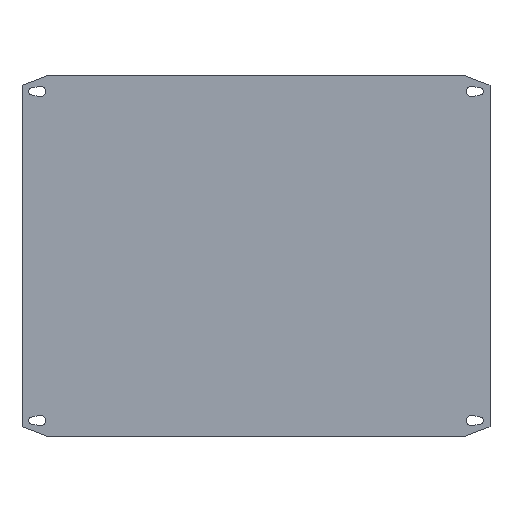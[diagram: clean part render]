
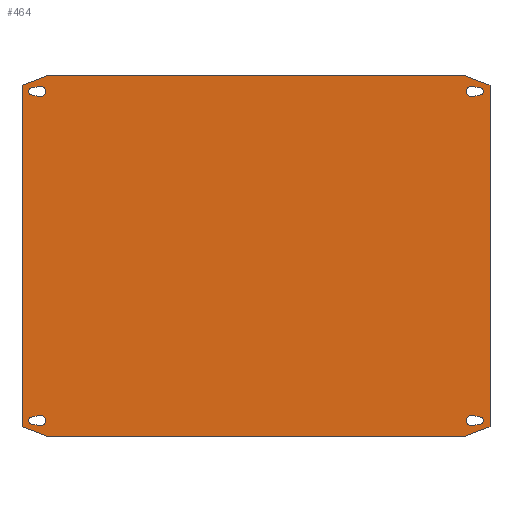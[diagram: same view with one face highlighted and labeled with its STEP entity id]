
A CAD part, front view. The second image highlights one B-rep face of the part: STEP entity #464.
In plain terms, the highlighted planar face has unit normal (0, -1, 0).
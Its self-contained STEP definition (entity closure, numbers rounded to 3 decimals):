
#1=DIRECTION('',(0.931,0.,0.364));
#2=VECTOR('',#1,27.484);
#3=CARTESIAN_POINT('',(-229.,0.,167.));
#4=LINE('',#3,#2);
#5=DIRECTION('',(1.,0.,0.));
#6=VECTOR('',#5,406.8);
#7=CARTESIAN_POINT('',(-203.4,0.,177.));
#8=LINE('',#7,#6);
#9=DIRECTION('',(0.931,0.,-0.364));
#10=VECTOR('',#9,27.484);
#11=CARTESIAN_POINT('',(203.4,0.,177.));
#12=LINE('',#11,#10);
#13=DIRECTION('',(0.,0.,-1.));
#14=VECTOR('',#13,334.);
#15=CARTESIAN_POINT('',(229.,0.,167.));
#16=LINE('',#15,#14);
#17=DIRECTION('',(-0.931,0.,-0.364));
#18=VECTOR('',#17,27.484);
#19=CARTESIAN_POINT('',(229.,0.,-167.));
#20=LINE('',#19,#18);
#21=DIRECTION('',(-1.,0.,0.));
#22=VECTOR('',#21,406.8);
#23=CARTESIAN_POINT('',(203.4,0.,-177.));
#24=LINE('',#23,#22);
#25=DIRECTION('',(-0.931,0.,0.364));
#26=VECTOR('',#25,27.484);
#27=CARTESIAN_POINT('',(-203.4,0.,-177.));
#28=LINE('',#27,#26);
#29=DIRECTION('',(0.,0.,1.));
#30=VECTOR('',#29,334.);
#31=CARTESIAN_POINT('',(-229.,0.,-167.));
#32=LINE('',#31,#30);
#33=DIRECTION('',(-0.982,0.,-0.188));
#34=VECTOR('',#33,7.858);
#35=CARTESIAN_POINT('',(219.656,0.,157.562));
#36=LINE('',#35,#34);
#37=CARTESIAN_POINT('',(219.,0.,161.));
#38=DIRECTION('',(0.,1.,0.));
#39=DIRECTION('',(0.188,0.,0.982));
#40=AXIS2_PLACEMENT_3D('',#37,#38,#39);
#42=DIRECTION('',(0.982,0.,-0.188));
#43=VECTOR('',#42,7.858);
#44=CARTESIAN_POINT('',(211.938,0.,165.911));
#45=LINE('',#44,#43);
#46=CARTESIAN_POINT('',(211.,0.,161.));
#47=DIRECTION('',(0.,1.,0.));
#48=DIRECTION('',(0.188,0.,-0.982));
#49=AXIS2_PLACEMENT_3D('',#46,#47,#48);
#51=CARTESIAN_POINT('',(219.,0.,-161.));
#52=DIRECTION('',(0.,1.,0.));
#53=DIRECTION('',(0.188,0.,0.982));
#54=AXIS2_PLACEMENT_3D('',#51,#52,#53);
#56=DIRECTION('',(0.982,0.,-0.188));
#57=VECTOR('',#56,7.858);
#58=CARTESIAN_POINT('',(211.938,0.,-156.089));
#59=LINE('',#58,#57);
#60=CARTESIAN_POINT('',(211.,0.,-161.));
#61=DIRECTION('',(0.,1.,0.));
#62=DIRECTION('',(0.188,0.,-0.982));
#63=AXIS2_PLACEMENT_3D('',#60,#61,#62);
#65=DIRECTION('',(-0.982,0.,-0.188));
#66=VECTOR('',#65,7.858);
#67=CARTESIAN_POINT('',(219.656,0.,-164.438));
#68=LINE('',#67,#66);
#69=CARTESIAN_POINT('',(-219.,0.,161.));
#70=DIRECTION('',(0.,1.,0.));
#71=DIRECTION('',(-0.187,0.,-0.982));
#72=AXIS2_PLACEMENT_3D('',#69,#70,#71);
#74=DIRECTION('',(-0.982,0.,0.188));
#75=VECTOR('',#74,7.858);
#76=CARTESIAN_POINT('',(-211.938,0.,156.089));
#77=LINE('',#76,#75);
#78=CARTESIAN_POINT('',(-211.,0.,161.));
#79=DIRECTION('',(0.,1.,0.));
#80=DIRECTION('',(-0.188,0.,0.982));
#81=AXIS2_PLACEMENT_3D('',#78,#79,#80);
#83=DIRECTION('',(0.982,0.,0.188));
#84=VECTOR('',#83,7.858);
#85=CARTESIAN_POINT('',(-219.656,0.,164.438));
#86=LINE('',#85,#84);
#87=DIRECTION('',(0.982,0.,0.188));
#88=VECTOR('',#87,7.858);
#89=CARTESIAN_POINT('',(-219.656,0.,-157.562));
#90=LINE('',#89,#88);
#91=CARTESIAN_POINT('',(-219.,0.,-161.));
#92=DIRECTION('',(0.,1.,0.));
#93=DIRECTION('',(-0.188,0.,-0.982));
#94=AXIS2_PLACEMENT_3D('',#91,#92,#93);
#96=DIRECTION('',(-0.982,0.,0.188));
#97=VECTOR('',#96,7.858);
#98=CARTESIAN_POINT('',(-211.938,0.,-165.911));
#99=LINE('',#98,#97);
#100=CARTESIAN_POINT('',(-211.,0.,-161.));
#101=DIRECTION('',(0.,1.,0.));
#102=DIRECTION('',(-0.188,0.,0.982));
#103=AXIS2_PLACEMENT_3D('',#100,#101,#102);
#305=CARTESIAN_POINT('',(-229.,0.,167.));
#306=CARTESIAN_POINT('',(-203.4,0.,177.));
#307=VERTEX_POINT('',#305);
#308=VERTEX_POINT('',#306);
#309=CARTESIAN_POINT('',(203.4,0.,177.));
#310=VERTEX_POINT('',#309);
#311=CARTESIAN_POINT('',(229.,0.,167.));
#312=VERTEX_POINT('',#311);
#313=CARTESIAN_POINT('',(229.,0.,-167.));
#314=VERTEX_POINT('',#313);
#315=CARTESIAN_POINT('',(203.4,0.,-177.));
#316=VERTEX_POINT('',#315);
#317=CARTESIAN_POINT('',(-203.4,0.,-177.));
#318=VERTEX_POINT('',#317);
#319=CARTESIAN_POINT('',(-229.,0.,-167.));
#320=VERTEX_POINT('',#319);
#337=CARTESIAN_POINT('',(219.656,0.,157.562));
#338=CARTESIAN_POINT('',(211.938,0.,156.089));
#339=VERTEX_POINT('',#337);
#340=VERTEX_POINT('',#338);
#341=CARTESIAN_POINT('',(211.938,0.,165.911));
#342=VERTEX_POINT('',#341);
#343=CARTESIAN_POINT('',(219.656,0.,164.438));
#344=VERTEX_POINT('',#343);
#345=CARTESIAN_POINT('',(219.656,0.,-157.562));
#346=CARTESIAN_POINT('',(219.656,0.,-164.438));
#347=VERTEX_POINT('',#345);
#348=VERTEX_POINT('',#346);
#349=CARTESIAN_POINT('',(211.938,0.,-165.911));
#350=VERTEX_POINT('',#349);
#351=CARTESIAN_POINT('',(211.938,0.,-156.089));
#352=VERTEX_POINT('',#351);
#353=CARTESIAN_POINT('',(-219.656,0.,157.562));
#354=CARTESIAN_POINT('',(-219.656,0.,164.438));
#355=VERTEX_POINT('',#353);
#356=VERTEX_POINT('',#354);
#357=CARTESIAN_POINT('',(-211.938,0.,165.911));
#358=VERTEX_POINT('',#357);
#359=CARTESIAN_POINT('',(-211.938,0.,156.089));
#360=VERTEX_POINT('',#359);
#361=CARTESIAN_POINT('',(-219.656,0.,-157.562));
#362=CARTESIAN_POINT('',(-211.938,0.,-156.089));
#363=VERTEX_POINT('',#361);
#364=VERTEX_POINT('',#362);
#365=CARTESIAN_POINT('',(-211.938,0.,-165.911));
#366=VERTEX_POINT('',#365);
#367=CARTESIAN_POINT('',(-219.656,0.,-164.438));
#368=VERTEX_POINT('',#367);
#401=CARTESIAN_POINT('',(0.,0.,0.));
#402=DIRECTION('',(0.,1.,0.));
#403=DIRECTION('',(1.,0.,0.));
#404=AXIS2_PLACEMENT_3D('',#401,#402,#403);
#405=PLANE('',#404);
#407=ORIENTED_EDGE('',*,*,#406,.T.);
#409=ORIENTED_EDGE('',*,*,#408,.T.);
#411=ORIENTED_EDGE('',*,*,#410,.T.);
#413=ORIENTED_EDGE('',*,*,#412,.T.);
#415=ORIENTED_EDGE('',*,*,#414,.T.);
#417=ORIENTED_EDGE('',*,*,#416,.T.);
#419=ORIENTED_EDGE('',*,*,#418,.T.);
#421=ORIENTED_EDGE('',*,*,#420,.T.);
#422=EDGE_LOOP('',(#407,#409,#411,#413,#415,#417,#419,#421));
#423=FACE_OUTER_BOUND('',#422,.F.);
#425=ORIENTED_EDGE('',*,*,#424,.F.);
#427=ORIENTED_EDGE('',*,*,#426,.F.);
#429=ORIENTED_EDGE('',*,*,#428,.F.);
#431=ORIENTED_EDGE('',*,*,#430,.F.);
#432=EDGE_LOOP('',(#425,#427,#429,#431));
#433=FACE_BOUND('',#432,.F.);
#435=ORIENTED_EDGE('',*,*,#434,.F.);
#437=ORIENTED_EDGE('',*,*,#436,.F.);
#439=ORIENTED_EDGE('',*,*,#438,.F.);
#441=ORIENTED_EDGE('',*,*,#440,.F.);
#442=EDGE_LOOP('',(#435,#437,#439,#441));
#443=FACE_BOUND('',#442,.F.);
#445=ORIENTED_EDGE('',*,*,#444,.F.);
#447=ORIENTED_EDGE('',*,*,#446,.F.);
#449=ORIENTED_EDGE('',*,*,#448,.F.);
#451=ORIENTED_EDGE('',*,*,#450,.F.);
#452=EDGE_LOOP('',(#445,#447,#449,#451));
#453=FACE_BOUND('',#452,.F.);
#455=ORIENTED_EDGE('',*,*,#454,.F.);
#457=ORIENTED_EDGE('',*,*,#456,.F.);
#459=ORIENTED_EDGE('',*,*,#458,.F.);
#461=ORIENTED_EDGE('',*,*,#460,.F.);
#462=EDGE_LOOP('',(#455,#457,#459,#461));
#463=FACE_BOUND('',#462,.F.);
#464=ADVANCED_FACE('',(#423,#433,#443,#453,#463),#405,.F.);
#41=CIRCLE('',#40,3.5);
#50=CIRCLE('',#49,5.);
#55=CIRCLE('',#54,3.5);
#64=CIRCLE('',#63,5.);
#73=CIRCLE('',#72,3.5);
#82=CIRCLE('',#81,5.);
#95=CIRCLE('',#94,3.5);
#104=CIRCLE('',#103,5.);
#406=EDGE_CURVE('',#307,#308,#4,.T.);
#408=EDGE_CURVE('',#308,#310,#8,.T.);
#410=EDGE_CURVE('',#310,#312,#12,.T.);
#412=EDGE_CURVE('',#312,#314,#16,.T.);
#414=EDGE_CURVE('',#314,#316,#20,.T.);
#416=EDGE_CURVE('',#316,#318,#24,.T.);
#418=EDGE_CURVE('',#318,#320,#28,.T.);
#420=EDGE_CURVE('',#320,#307,#32,.T.);
#424=EDGE_CURVE('',#339,#340,#36,.T.);
#426=EDGE_CURVE('',#344,#339,#41,.T.);
#428=EDGE_CURVE('',#342,#344,#45,.T.);
#430=EDGE_CURVE('',#340,#342,#50,.T.);
#434=EDGE_CURVE('',#347,#348,#55,.T.);
#436=EDGE_CURVE('',#352,#347,#59,.T.);
#438=EDGE_CURVE('',#350,#352,#64,.T.);
#440=EDGE_CURVE('',#348,#350,#68,.T.);
#444=EDGE_CURVE('',#355,#356,#73,.T.);
#446=EDGE_CURVE('',#360,#355,#77,.T.);
#448=EDGE_CURVE('',#358,#360,#82,.T.);
#450=EDGE_CURVE('',#356,#358,#86,.T.);
#454=EDGE_CURVE('',#363,#364,#90,.T.);
#456=EDGE_CURVE('',#368,#363,#95,.T.);
#458=EDGE_CURVE('',#366,#368,#99,.T.);
#460=EDGE_CURVE('',#364,#366,#104,.T.);
